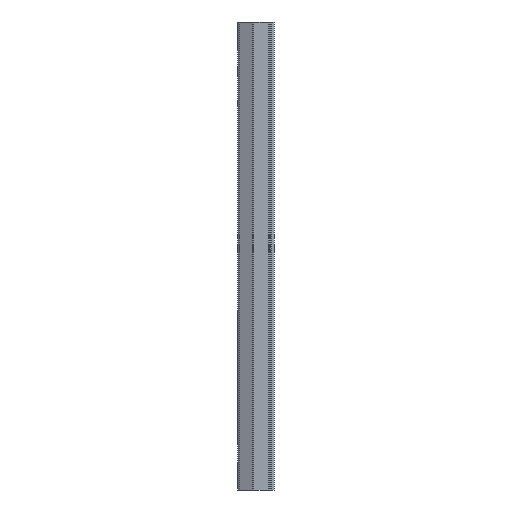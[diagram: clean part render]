
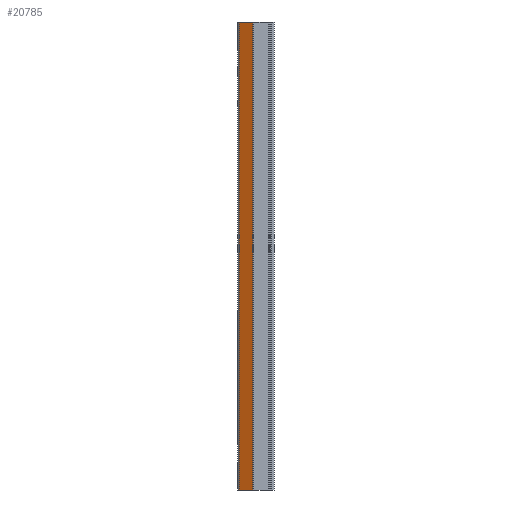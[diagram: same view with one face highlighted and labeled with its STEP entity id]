
A CAD part, left-side view. The second image highlights one B-rep face of the part: STEP entity #20785.
In plain terms, the highlighted planar face has unit normal (-0.906, 0.423, 0).
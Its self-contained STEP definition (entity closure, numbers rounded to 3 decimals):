
#8255=DIRECTION('',(0.,0.,1.));
#8256=VECTOR('',#8255,305.4);
#8257=CARTESIAN_POINT('',(-113.514,-0.808,-152.7));
#8258=LINE('',#8257,#8256);
#8281=DIRECTION('',(-0.423,-0.906,0.));
#8282=VECTOR('',#8281,9.832);
#8283=CARTESIAN_POINT('',(-113.514,-0.808,-152.7));
#8284=LINE('',#8283,#8282);
#8298=DIRECTION('',(0.,0.,1.));
#8299=VECTOR('',#8298,305.4);
#8300=CARTESIAN_POINT('',(-117.669,-9.719,-152.7));
#8301=LINE('',#8300,#8299);
#8455=DIRECTION('',(-0.423,-0.906,0.));
#8456=VECTOR('',#8455,9.832);
#8457=CARTESIAN_POINT('',(-113.514,-0.808,152.7));
#8458=LINE('',#8457,#8456);
#11705=CARTESIAN_POINT('',(-117.669,-9.719,-152.7));
#11706=CARTESIAN_POINT('',(-117.669,-9.719,152.7));
#11707=VERTEX_POINT('',#11705);
#11708=VERTEX_POINT('',#11706);
#11709=CARTESIAN_POINT('',(-113.514,-0.808,-152.7));
#11710=CARTESIAN_POINT('',(-113.514,-0.808,152.7));
#11711=VERTEX_POINT('',#11709);
#11712=VERTEX_POINT('',#11710);
#20771=CARTESIAN_POINT('',(-113.137,0.,-152.7));
#20772=DIRECTION('',(-0.906,0.423,0.));
#20773=DIRECTION('',(-0.423,-0.906,0.));
#20774=AXIS2_PLACEMENT_3D('',#20771,#20772,#20773);
#20775=PLANE('',#20774);
#20777=ORIENTED_EDGE('',*,*,#20776,.F.);
#20778=ORIENTED_EDGE('',*,*,#20762,.T.);
#20780=ORIENTED_EDGE('',*,*,#20779,.T.);
#20782=ORIENTED_EDGE('',*,*,#20781,.F.);
#20783=EDGE_LOOP('',(#20777,#20778,#20780,#20782));
#20784=FACE_OUTER_BOUND('',#20783,.F.);
#20785=ADVANCED_FACE('',(#20784),#20775,.T.);
#20762=EDGE_CURVE('',#11711,#11712,#8258,.T.);
#20776=EDGE_CURVE('',#11711,#11707,#8284,.T.);
#20779=EDGE_CURVE('',#11712,#11708,#8458,.T.);
#20781=EDGE_CURVE('',#11707,#11708,#8301,.T.);
